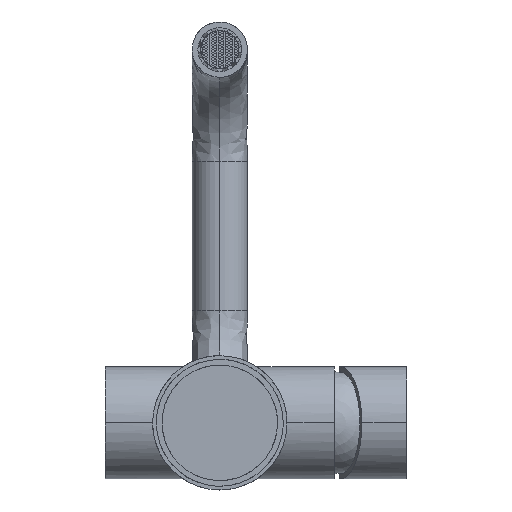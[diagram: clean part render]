
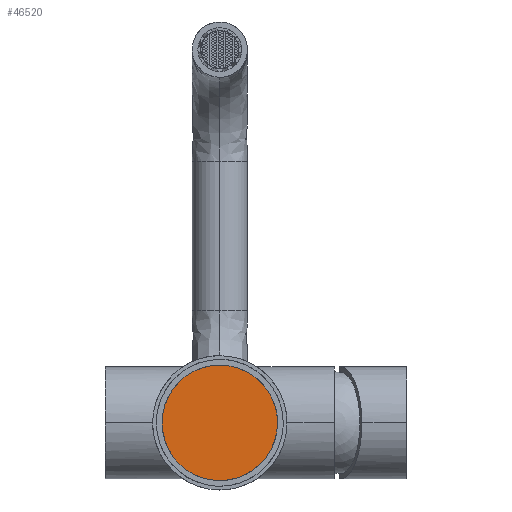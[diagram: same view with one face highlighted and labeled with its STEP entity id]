
A CAD part, front view. The second image highlights one B-rep face of the part: STEP entity #46520.
In plain terms, the highlighted planar face has unit normal (0, -1, 0).
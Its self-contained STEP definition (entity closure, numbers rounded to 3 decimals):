
#2093 = CARTESIAN_POINT ( 'NONE',  ( 22.458, -4., -6.015 ) ) ;
#2423 = EDGE_CURVE ( 'NONE', #15744, #47945, #3336, .T. ) ;
#2737 = CARTESIAN_POINT ( 'NONE',  ( -11.627, -4., 20.134 ) ) ;
#3336 = B_SPLINE_CURVE_WITH_KNOTS ( 'NONE', 3,
 ( #36227, #59348, #11961, #47249, #70677, #71838, #29983, #16719, #28459, #24105, #28840, #23350, #29597, #23732, #65184, #53888, #10824, #52720 ),
 .UNSPECIFIED., .F., .F.,
 ( 4, 2, 2, 2, 2, 2, 2, 2, 4 ),
 ( 0.5, 0.563, 0.625, 0.688, 0.75, 0.813, 0.875, 0.938, 1. ),
 .UNSPECIFIED. ) ;
#3495 = CARTESIAN_POINT ( 'NONE',  ( -20.853, -4., 10.281 ) ) ;
#3640 = CARTESIAN_POINT ( 'NONE',  ( -11.627, -4., -20.134 ) ) ;
#3697 = B_SPLINE_CURVE_WITH_KNOTS ( 'NONE', 3,
 ( #20341, #45390, #44634, #44241, #69192, #3495, #68043, #37948, #21097, #21483, #73933, #2737, #14442, #62950, #20725, #61793, #38740, #9737 ),
 .UNSPECIFIED., .F., .F.,
 ( 4, 2, 2, 2, 2, 2, 2, 2, 4 ),
 ( 0., 0.063, 0.125, 0.188, 0.25, 0.313, 0.375, 0.438, 0.5 ),
 .UNSPECIFIED. ) ;
#7430 = CARTESIAN_POINT ( 'NONE',  ( 0., -4., 23.2 ) ) ;
#7962 = CARTESIAN_POINT ( 'NONE',  ( 0., -4., -23.2 ) ) ;
#9105 = CARTESIAN_POINT ( 'NONE',  ( -23.2, -4., -1.518 ) ) ;
#9737 = CARTESIAN_POINT ( 'NONE',  ( 0., -4., 23.2 ) ) ;
#9878 = CARTESIAN_POINT ( 'NONE',  ( -15.331, -4., -17.479 ) ) ;
#10824 = CARTESIAN_POINT ( 'NONE',  ( 23.2, -4., 1.518 ) ) ;
#11682 = CARTESIAN_POINT ( 'NONE',  ( -22.458, -4., -6.015 ) ) ;
#11961 = CARTESIAN_POINT ( 'NONE',  ( 3.037, -4., 23.05 ) ) ;
#13118 = CARTESIAN_POINT ( 'NONE',  ( 0., -4., -23.2 ) ) ;
#13414 = CARTESIAN_POINT ( 'NONE',  ( 20.853, -4., -10.281 ) ) ;
#14442 = CARTESIAN_POINT ( 'NONE',  ( -10.281, -4., 20.853 ) ) ;
#14971 = CARTESIAN_POINT ( 'NONE',  ( -3.037, -4., -23.05 ) ) ;
#15744 = VERTEX_POINT ( 'NONE', #7430 ) ;
#16523 = CARTESIAN_POINT ( 'NONE',  ( -1.518, -4., -23.2 ) ) ;
#16719 = CARTESIAN_POINT ( 'NONE',  ( 14.152, -4., 18.446 ) ) ;
#19332 = CARTESIAN_POINT ( 'NONE',  ( 22.015, -4., -7.475 ) ) ;
#19474 = EDGE_CURVE ( 'NONE', #62129, #15744, #3697, .T. ) ;
#19709 = CARTESIAN_POINT ( 'NONE',  ( 11.627, -4., -20.134 ) ) ;
#20341 = CARTESIAN_POINT ( 'NONE',  ( -23.2, -4., 0. ) ) ;
#20725 = CARTESIAN_POINT ( 'NONE',  ( -6.015, -4., 22.458 ) ) ;
#21097 = CARTESIAN_POINT ( 'NONE',  ( -17.479, -4., 15.331 ) ) ;
#21336 = CARTESIAN_POINT ( 'NONE',  ( -23.2, -4., 0. ) ) ;
#21483 = CARTESIAN_POINT ( 'NONE',  ( -15.331, -4., 17.479 ) ) ;
#21626 = CARTESIAN_POINT ( 'NONE',  ( 0., -4., -23.2 ) ) ;
#21956 = ORIENTED_EDGE ( 'NONE', *, *, #22683, .F. ) ;
#22683 = EDGE_CURVE ( 'NONE', #47945, #44323, #63058, .T. ) ;
#23350 = CARTESIAN_POINT ( 'NONE',  ( 20.134, -4., 11.627 ) ) ;
#23732 = CARTESIAN_POINT ( 'NONE',  ( 22.015, -4., 7.475 ) ) ;
#24105 = CARTESIAN_POINT ( 'NONE',  ( 17.479, -4., 15.331 ) ) ;
#25920 = CARTESIAN_POINT ( 'NONE',  ( 6.015, -4., -22.458 ) ) ;
#26717 = CARTESIAN_POINT ( 'NONE',  ( 7.475, -4., -22.015 ) ) ;
#27425 = DIRECTION ( 'NONE',  ( 0., 0., 1. ) ) ;
#27462 = CARTESIAN_POINT ( 'NONE',  ( -23.05, -4., -3.037 ) ) ;
#28459 = CARTESIAN_POINT ( 'NONE',  ( 15.331, -4., 17.479 ) ) ;
#28840 = CARTESIAN_POINT ( 'NONE',  ( 18.446, -4., 14.152 ) ) ;
#29597 = CARTESIAN_POINT ( 'NONE',  ( 20.853, -4., 10.281 ) ) ;
#29696 = CARTESIAN_POINT ( 'NONE',  ( -20.134, -4., -11.627 ) ) ;
#29983 = CARTESIAN_POINT ( 'NONE',  ( 11.627, -4., 20.134 ) ) ;
#32986 = CARTESIAN_POINT ( 'NONE',  ( -17.479, -4., -15.331 ) ) ;
#34130 = CARTESIAN_POINT ( 'NONE',  ( -6.015, -4., -22.458 ) ) ;
#36227 = CARTESIAN_POINT ( 'NONE',  ( 0., -4., 23.2 ) ) ;
#37297 = CARTESIAN_POINT ( 'NONE',  ( 18.446, -4., -14.152 ) ) ;
#37948 = CARTESIAN_POINT ( 'NONE',  ( -18.446, -4., 14.152 ) ) ;
#38740 = CARTESIAN_POINT ( 'NONE',  ( -1.518, -4., 23.2 ) ) ;
#38883 = CARTESIAN_POINT ( 'NONE',  ( -22.015, -4., -7.475 ) ) ;
#41471 = CARTESIAN_POINT ( 'NONE',  ( -10.281, -4., -20.853 ) ) ;
#44241 = CARTESIAN_POINT ( 'NONE',  ( -22.458, -4., 6.015 ) ) ;
#44323 = VERTEX_POINT ( 'NONE', #13118 ) ;
#44634 = CARTESIAN_POINT ( 'NONE',  ( -23.05, -4., 3.037 ) ) ;
#44781 = CARTESIAN_POINT ( 'NONE',  ( 15.331, -4., -17.479 ) ) ;
#45390 = CARTESIAN_POINT ( 'NONE',  ( -23.2, -4., 1.518 ) ) ;
#46520 = ADVANCED_FACE ( 'NONE', ( #72464 ), #61886, .F. ) ;
#47249 = CARTESIAN_POINT ( 'NONE',  ( 6.015, -4., 22.458 ) ) ;
#47741 = ORIENTED_EDGE ( 'NONE', *, *, #19474, .F. ) ;
#47945 = VERTEX_POINT ( 'NONE', #49118 ) ;
#49118 = CARTESIAN_POINT ( 'NONE',  ( 23.2, -4., 0. ) ) ;
#49436 = CARTESIAN_POINT ( 'NONE',  ( 20.134, -4., -11.627 ) ) ;
#49840 = CARTESIAN_POINT ( 'NONE',  ( 23.2, -4., -1.518 ) ) ;
#50626 = AXIS2_PLACEMENT_3D ( 'NONE', #56819, #69662, #27425 ) ;
#51373 = CARTESIAN_POINT ( 'NONE',  ( -23.2, -4., 0. ) ) ;
#52720 = CARTESIAN_POINT ( 'NONE',  ( 23.2, -4., 0. ) ) ;
#53010 = EDGE_CURVE ( 'NONE', #44323, #62129, #68546, .T. ) ;
#53888 = CARTESIAN_POINT ( 'NONE',  ( 23.05, -4., 3.037 ) ) ;
#56489 = CARTESIAN_POINT ( 'NONE',  ( 10.281, -4., -20.853 ) ) ;
#56819 = CARTESIAN_POINT ( 'NONE',  ( 0., -4., 0. ) ) ;
#57185 = EDGE_LOOP ( 'NONE', ( #47741, #66660, #21956, #59917 ) ) ;
#57989 = CARTESIAN_POINT ( 'NONE',  ( -7.475, -4., -22.015 ) ) ;
#59348 = CARTESIAN_POINT ( 'NONE',  ( 1.518, -4., 23.2 ) ) ;
#59442 = CARTESIAN_POINT ( 'NONE',  ( -14.152, -4., -18.446 ) ) ;
#59917 = ORIENTED_EDGE ( 'NONE', *, *, #2423, .F. ) ;
#61166 = CARTESIAN_POINT ( 'NONE',  ( 14.152, -4., -18.446 ) ) ;
#61793 = CARTESIAN_POINT ( 'NONE',  ( -3.037, -4., 23.05 ) ) ;
#61886 = PLANE ( 'NONE',  #50626 ) ;
#62129 = VERTEX_POINT ( 'NONE', #21336 ) ;
#62337 = CARTESIAN_POINT ( 'NONE',  ( 23.05, -4., -3.037 ) ) ;
#62950 = CARTESIAN_POINT ( 'NONE',  ( -7.475, -4., 22.015 ) ) ;
#63058 = B_SPLINE_CURVE_WITH_KNOTS ( 'NONE', 3,
 ( #68574, #49840, #62337, #2093, #19332, #13414, #49436, #37297, #73284, #44781, #61166, #19709, #56489, #26717, #25920, #73683, #67403, #7962 ),
 .UNSPECIFIED., .F., .F.,
 ( 4, 2, 2, 2, 2, 2, 2, 2, 4 ),
 ( 0., 0.062, 0.125, 0.187, 0.25, 0.312, 0.375, 0.437, 0.5 ),
 .UNSPECIFIED. ) ;
#65184 = CARTESIAN_POINT ( 'NONE',  ( 22.458, -4., 6.015 ) ) ;
#65282 = CARTESIAN_POINT ( 'NONE',  ( -18.446, -4., -14.152 ) ) ;
#66660 = ORIENTED_EDGE ( 'NONE', *, *, #53010, .F. ) ;
#67403 = CARTESIAN_POINT ( 'NONE',  ( 1.518, -4., -23.2 ) ) ;
#68043 = CARTESIAN_POINT ( 'NONE',  ( -20.134, -4., 11.627 ) ) ;
#68546 = B_SPLINE_CURVE_WITH_KNOTS ( 'NONE', 3,
 ( #21626, #16523, #14971, #34130, #57989, #41471, #3640, #59442, #9878, #32986, #65282, #29696, #68564, #38883, #11682, #27462, #9105, #51373 ),
 .UNSPECIFIED., .F., .F.,
 ( 4, 2, 2, 2, 2, 2, 2, 2, 4 ),
 ( 0.5, 0.563, 0.625, 0.688, 0.75, 0.813, 0.875, 0.938, 1. ),
 .UNSPECIFIED. ) ;
#68564 = CARTESIAN_POINT ( 'NONE',  ( -20.853, -4., -10.281 ) ) ;
#68574 = CARTESIAN_POINT ( 'NONE',  ( 23.2, -4., 0. ) ) ;
#69192 = CARTESIAN_POINT ( 'NONE',  ( -22.015, -4., 7.475 ) ) ;
#69662 = DIRECTION ( 'NONE',  ( 0., 1., 0. ) ) ;
#70677 = CARTESIAN_POINT ( 'NONE',  ( 7.475, -4., 22.015 ) ) ;
#71838 = CARTESIAN_POINT ( 'NONE',  ( 10.281, -4., 20.853 ) ) ;
#72464 = FACE_OUTER_BOUND ( 'NONE', #57185, .T. ) ;
#73284 = CARTESIAN_POINT ( 'NONE',  ( 17.479, -4., -15.331 ) ) ;
#73683 = CARTESIAN_POINT ( 'NONE',  ( 3.037, -4., -23.05 ) ) ;
#73933 = CARTESIAN_POINT ( 'NONE',  ( -14.152, -4., 18.446 ) ) ;
